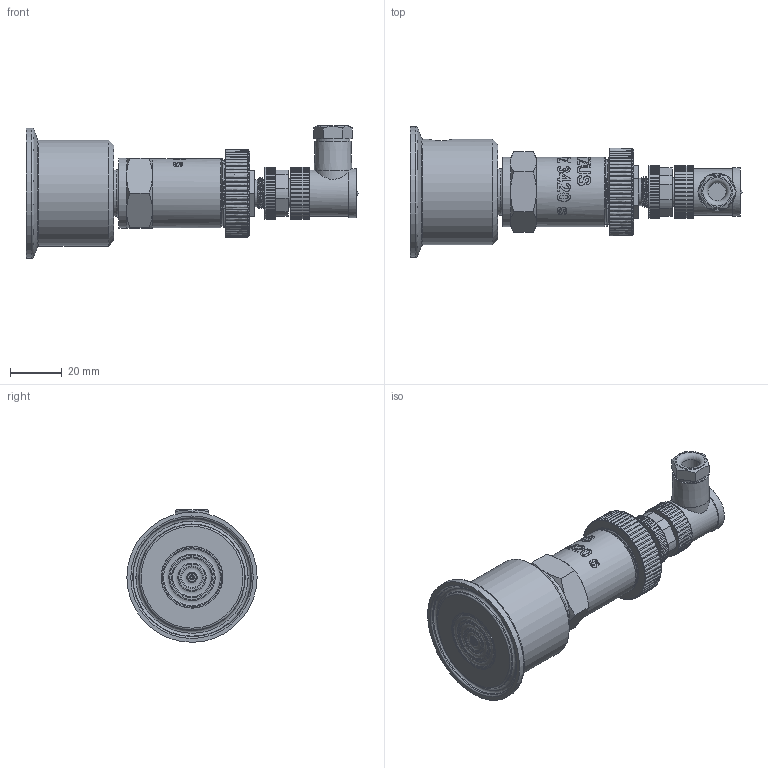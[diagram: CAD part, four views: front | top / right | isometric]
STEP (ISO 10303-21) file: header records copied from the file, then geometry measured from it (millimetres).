
FILE_DESCRIPTION(/* description */ (''),/* implementation_level */ '2;1');
FILE_NAME(/* name */ 'APZ3420s_ClampDN1_3.step',/* time_stamp */ '2021-07-08T14:17:26+03:00',/* author */ (''),/* organization */ (''),/* preprocessor_version */ 'ST-DEVELOPER v18.1',/* originating_system */ 'Autodesk Translation Framework v10.9.0.1377',/* authorisation */ '');
FILE_SCHEMA (('AUTOMOTIVE_DESIGN { 1 0 10303 214 3 1 1 }'));
Products named in the file (7): АПЗ 3420S заполненная; OMAL nut M27x1.5; M12x1 male; Ш100.000.002; M12x1 female angular; G1\2EN; Clamp DN1 diaphragm 24 v2 (1)
Assembly tree (6 placements, depth 2):
  АПЗ 3420S заполненная
    OMAL nut M27x1.5
    M12x1 male
    Ш100.000.002
    M12x1 female angular
    G1\2EN
    Clamp DN1 diaphragm 24 v2 (1)
Bounding box: 128.74 x 50.5 x 51.45 mm (x, y, z)
Volume: 91045.2 mm3; surface area: 31632.1 mm2
Topology: 18 solids, 18 shells, 1086 faces, 2979 edges, 1991 vertices
Faces by surface type: bspline 483, cylinder 352, plane 193, cone 37, torus 20, sphere 1
Full cylindrical faces by diameter (mm): 1 x12, 1.5 x4, 2 x1, 3 x1, 3.3 x1, 5 x1, 6 x3, 7 x1, 8 x1, 8.2 x1, 9.471 x2, 10.6 x2, 10.741 x6, 11.035 x4, 11.156 x1, 11.884 x5, 12.152 x4, 13 x1, 14 x1, 14.137 x4, 14.526 x3, 15.85 x3, 16.203 x3, 16.7 x1, 17.5 x1, 18 x2, 18.631 x7, 19 x1, 20.955 x7, 21.4 x2
Entity records: 66356 total; most frequent: CARTESIAN_POINT 42161, ORIENTED_EDGE 5956, DIRECTION 3450, EDGE_CURVE 2978, VERTEX_POINT 1991, B_SPLINE_CURVE_WITH_KNOTS 1306, AXIS2_PLACEMENT_3D 1252, EDGE_LOOP 1167
